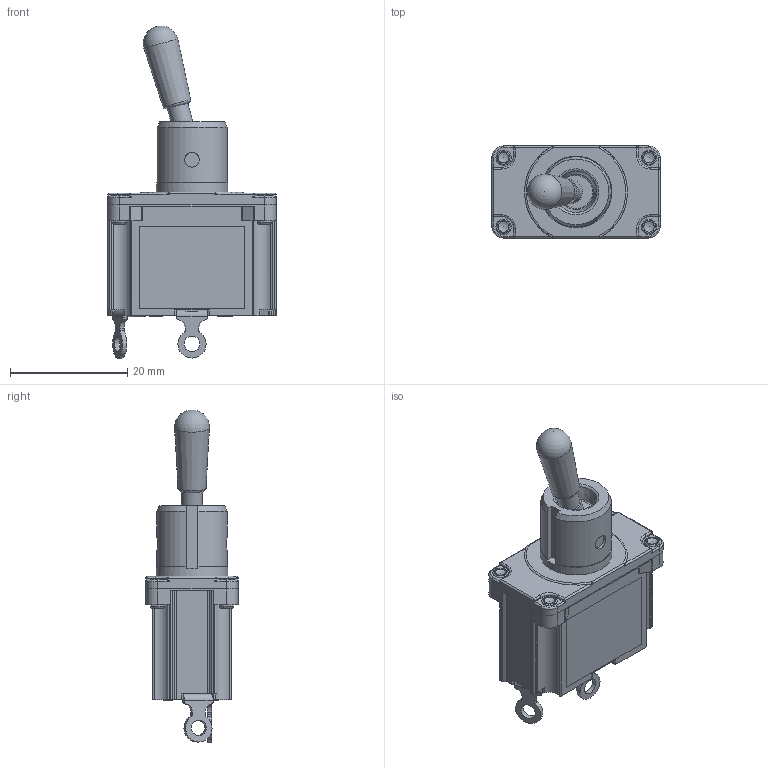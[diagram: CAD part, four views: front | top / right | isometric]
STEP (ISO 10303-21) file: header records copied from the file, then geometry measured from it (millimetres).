
FILE_DESCRIPTION(/* description */ (''),/* implementation_level */ '2;1');
FILE_NAME(/* name */ 'ST4SPxxT1S1.stp',/* time_stamp */ '2022-03-22T08:03:12-05:00',/* author */ ('mroman'),/* organization */ (''),/* preprocessor_version */ 'ST-DEVELOPER v18.1',/* originating_system */ 'Autodesk Inventor 2020',/* authorisation */ '');
FILE_SCHEMA (('AUTOMOTIVE_DESIGN { 1 0 10303 214 3 1 1 }'));
Length unit declared in the file: millimetre
Products named in the file (1): ST4SPxxT1S1
Bounding box: 28.7 x 15.7 x 56.6 mm (x, y, z)
Volume: 8765.3 mm3; surface area: 4311.1 mm2
Topology: 1 solids, 4 shells, 431 faces, 1127 edges, 708 vertices
Faces by surface type: cylinder 173, plane 140, bspline 57, torus 27, sphere 26, cone 8
Full cylindrical faces by diameter (mm): 2 x5, 2.4 x4, 2.5 x2, 2.55 x1, 2.6 x4, 2.7 x2, 3.6 x1, 4.1 x1, 8 x1, 12.2 x1
Entity records: 14920 total; most frequent: CARTESIAN_POINT 4440, ORIENTED_EDGE 2204, DIRECTION 2172, EDGE_CURVE 1102, AXIS2_PLACEMENT_3D 827, VERTEX_POINT 708, LINE 518, VECTOR 518
